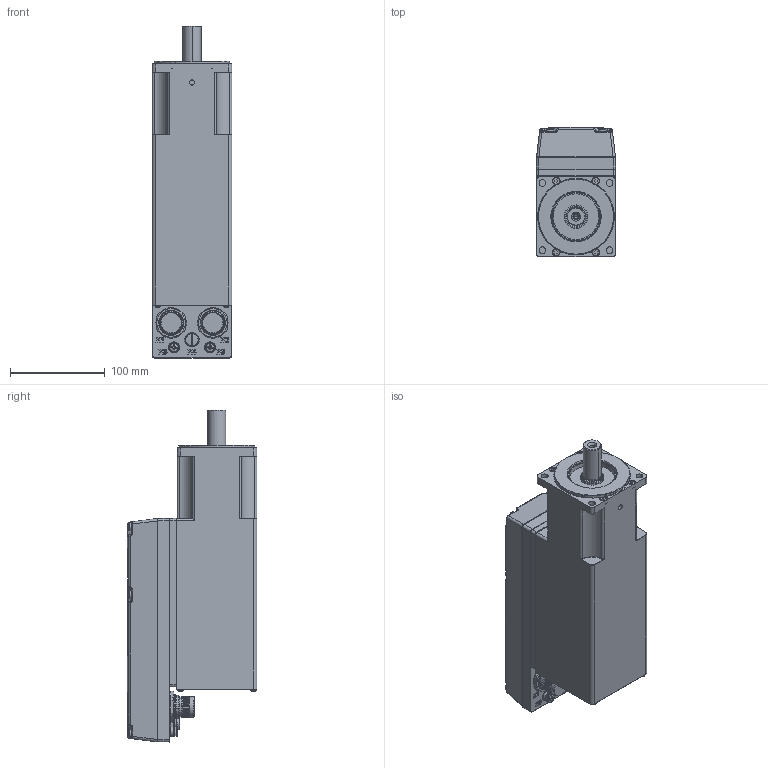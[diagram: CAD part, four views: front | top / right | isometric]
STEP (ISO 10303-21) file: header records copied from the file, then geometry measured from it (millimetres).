
FILE_DESCRIPTION((''),'2;1');
FILE_NAME('ISD510_SIZE2_A_3_8','2020-12-18T14:14:20',('U319744'),('Danfoss Drives A/S'),'CREO PARAMETRIC BY PTC INC, 2019344','CREO PARAMETRIC BY PTC INC, 2019344','');
FILE_SCHEMA(('CONFIG_CONTROL_DESIGN','GEOMETRIC_VALIDATION_PROPERTIES_MIM'));
Products named in the file (1): ISD510_SIZE2_A_3_8
Bounding box: 84.04 x 136.56 x 349.7 mm (x, y, z)
Volume: 2719084.5 mm3; surface area: 154176.8 mm2
Topology: 1 solids, 1 shells, 2744 faces, 7456 edges, 4777 vertices
Faces by surface type: plane 1010, cylinder 644, bspline 548, extrusion 223, torus 177, cone 102, sphere 40
Entity records: 163283 total; most frequent: CARTESIAN_POINT 78687, ORIENTED_EDGE 14856, DIRECTION 11069, EDGE_CURVE 7428, VERTEX_POINT 4777, AXIS2_PLACEMENT_3D 3846, VECTOR 3377, LINE 3154
